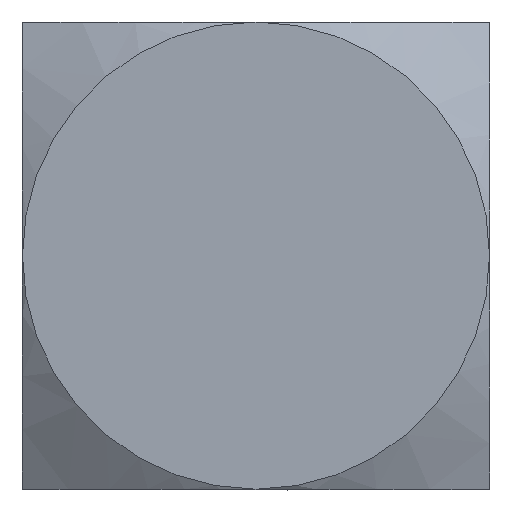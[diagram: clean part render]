
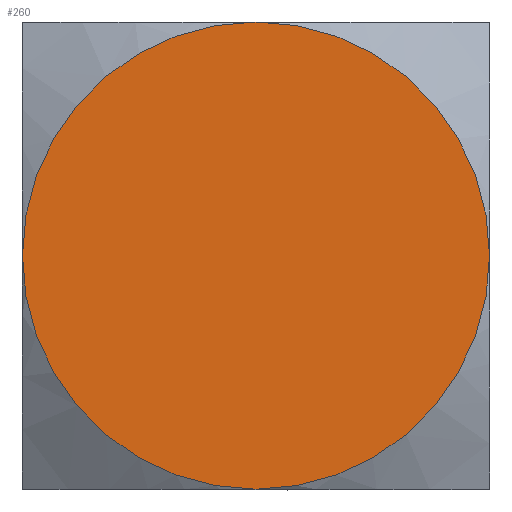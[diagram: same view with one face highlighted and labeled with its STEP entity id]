
A CAD part, top view. The second image highlights one B-rep face of the part: STEP entity #260.
In plain terms, the highlighted planar face has unit normal (0, 0, 1).
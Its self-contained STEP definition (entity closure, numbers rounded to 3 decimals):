
#41=PLANE('',#293);
#59=CIRCLE('',#281,8.5);
#60=CIRCLE('',#283,8.5);
#61=CIRCLE('',#285,8.5);
#62=CIRCLE('',#287,8.5);
#91=FACE_OUTER_BOUND('',#120,.T.);
#120=EDGE_LOOP('',(#235,#236,#237,#238));
#135=VERTEX_POINT('',#465);
#140=VERTEX_POINT('',#483);
#141=VERTEX_POINT('',#487);
#143=VERTEX_POINT('',#494);
#164=EDGE_CURVE('',#140,#141,#59,.T.);
#167=EDGE_CURVE('',#143,#140,#60,.T.);
#169=EDGE_CURVE('',#135,#143,#61,.T.);
#170=EDGE_CURVE('',#141,#135,#62,.T.);
#235=ORIENTED_EDGE('',*,*,#170,.T.);
#236=ORIENTED_EDGE('',*,*,#169,.T.);
#237=ORIENTED_EDGE('',*,*,#167,.T.);
#238=ORIENTED_EDGE('',*,*,#164,.T.);
#260=ADVANCED_FACE('',(#91),#41,.T.);
#281=AXIS2_PLACEMENT_3D('',#491,#334,#335);
#283=AXIS2_PLACEMENT_3D('',#501,#338,#339);
#285=AXIS2_PLACEMENT_3D('',#506,#342,#343);
#287=AXIS2_PLACEMENT_3D('',#508,#346,#347);
#293=AXIS2_PLACEMENT_3D('',#530,#360,#361);
#334=DIRECTION('center_axis',(0.,0.,1.));
#335=DIRECTION('ref_axis',(0.,1.,0.));
#338=DIRECTION('center_axis',(0.,0.,1.));
#339=DIRECTION('ref_axis',(0.,1.,0.));
#342=DIRECTION('center_axis',(0.,0.,1.));
#343=DIRECTION('ref_axis',(0.,1.,0.));
#346=DIRECTION('center_axis',(0.,0.,1.));
#347=DIRECTION('ref_axis',(0.,1.,0.));
#360=DIRECTION('center_axis',(0.,0.,1.));
#361=DIRECTION('ref_axis',(1.,0.,0.));
#465=CARTESIAN_POINT('',(0.,8.5,30.4));
#483=CARTESIAN_POINT('',(0.,-8.5,30.4));
#487=CARTESIAN_POINT('',(8.5,0.,30.4));
#491=CARTESIAN_POINT('Origin',(0.,0.,30.4));
#494=CARTESIAN_POINT('',(-8.5,0.,30.4));
#501=CARTESIAN_POINT('Origin',(0.,0.,30.4));
#506=CARTESIAN_POINT('Origin',(0.,0.,30.4));
#508=CARTESIAN_POINT('Origin',(0.,0.,30.4));
#530=CARTESIAN_POINT('Origin',(0.,0.,
30.4));
